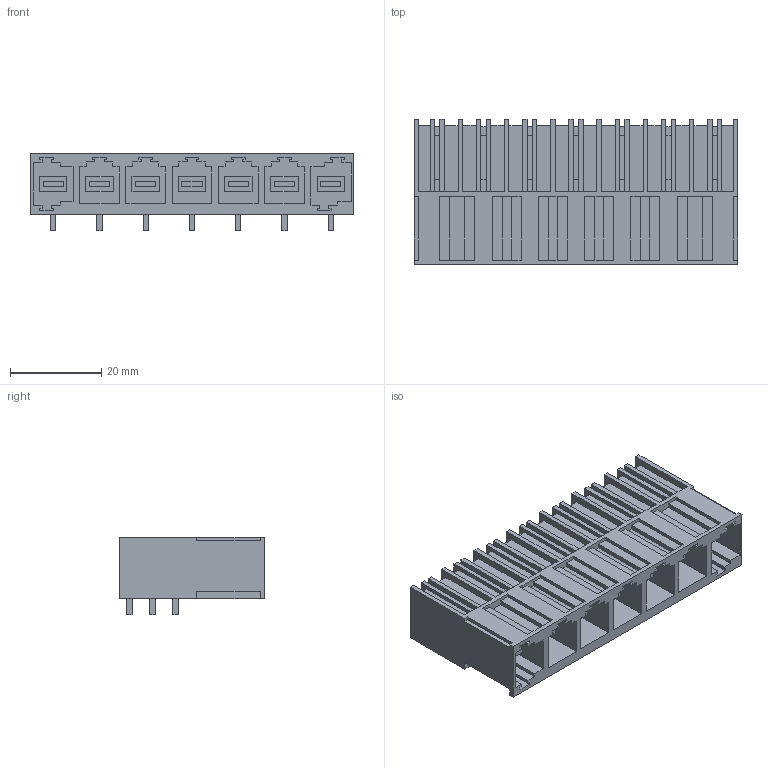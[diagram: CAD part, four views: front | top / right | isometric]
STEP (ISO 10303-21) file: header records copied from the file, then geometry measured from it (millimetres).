
FILE_DESCRIPTION(('CATIA V5 STEP Exchange','CAx-IF Rec.Pracs.--- Model Styling and Organization---1.2---2011-12-15'),'2;1');
FILE_NAME ('D1456657_0_1813380000_1813380000.stp','2018-03-07T11:06:53+00:00',('none'),('Weidmueller'),'CATIA Version 5-6 Release 2014','CATIA V5 STEP AP214','none');
FILE_SCHEMA(('AUTOMOTIVE_DESIGN { 1 0 10303 214 1 1 1 1 }'));
Length unit declared in the file: millimetre
Products named in the file (1): 1813380000
Bounding box: 71.12 x 32 x 17.1 mm (x, y, z)
Volume: 16902.6 mm3; surface area: 21138.6 mm2
Topology: 8 solids, 8 shells, 787 faces, 2380 edges, 1624 vertices
Faces by surface type: plane 763, cylinder 24
Entity records: 25461 total; most frequent: ORIENTED_EDGE 4760, CARTESIAN_POINT 4633, DIRECTION 3279, EDGE_CURVE 2380, VECTOR 2308, LINE 2308, VERTEX_POINT 1624, EDGE_LOOP 828
